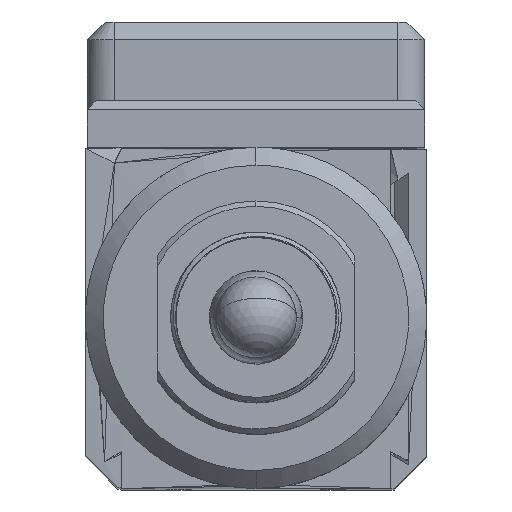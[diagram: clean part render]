
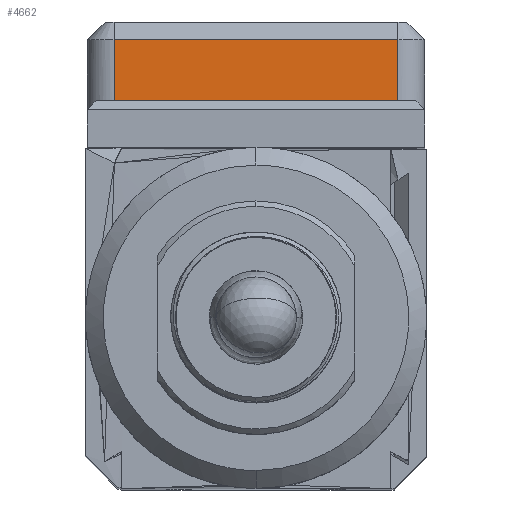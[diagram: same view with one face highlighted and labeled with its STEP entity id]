
A CAD part, top view. The second image highlights one B-rep face of the part: STEP entity #4662.
In plain terms, the highlighted planar face has unit normal (0, 0, 1).
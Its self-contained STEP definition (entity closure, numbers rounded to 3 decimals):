
#220 = CARTESIAN_POINT ( 'NONE',  ( -7.9, 14.367, 35.5 ) ) ;
#387 = DIRECTION ( 'NONE',  ( 0., 0., -1. ) ) ;
#897 = B_SPLINE_CURVE_WITH_KNOTS ( 'NONE', 3,
 ( #15439, #3569, #8806, #14142 ),
 .UNSPECIFIED., .F., .F.,
 ( 4, 4 ),
 ( 0., 1. ),
 .UNSPECIFIED. ) ;
#1105 = CARTESIAN_POINT ( 'NONE',  ( -7.9, 15.5, 35.5 ) ) ;
#1431 = CARTESIAN_POINT ( 'NONE',  ( 7.9, 13.233, 35.5 ) ) ;
#3206 = EDGE_LOOP ( 'NONE', ( #13062, #5675, #9929, #5701 ) ) ;
#3405 = EDGE_CURVE ( 'NONE', #11865, #5616, #15634, .T. ) ;
#3569 = CARTESIAN_POINT ( 'NONE',  ( 2.633, 12.1, 35.5 ) ) ;
#4107 = CARTESIAN_POINT ( 'NONE',  ( -7.9, 13.233, 35.5 ) ) ;
#4554 = CARTESIAN_POINT ( 'NONE',  ( 7.9, 15.5, 35.5 ) ) ;
#4662 = ADVANCED_FACE ( 'NONE', ( #13476 ), #9764, .F. ) ;
#5616 = VERTEX_POINT ( 'NONE', #4554 ) ;
#5675 = ORIENTED_EDGE ( 'NONE', *, *, #5831, .F. ) ;
#5701 = ORIENTED_EDGE ( 'NONE', *, *, #7728, .F. ) ;
#5824 = VERTEX_POINT ( 'NONE', #8137 ) ;
#5831 = EDGE_CURVE ( 'NONE', #5824, #11865, #7635, .T. ) ;
#6348 = CARTESIAN_POINT ( 'NONE',  ( -2.633, 15.5, 35.5 ) ) ;
#7635 = B_SPLINE_CURVE_WITH_KNOTS ( 'NONE', 3,
 ( #10631, #4107, #220, #17016 ),
 .UNSPECIFIED., .F., .F.,
 ( 4, 4 ),
 ( 0., 1. ),
 .UNSPECIFIED. ) ;
#7696 = B_SPLINE_CURVE_WITH_KNOTS ( 'NONE', 3,
 ( #11933, #12101, #1431, #7803 ),
 .UNSPECIFIED., .F., .F.,
 ( 4, 4 ),
 ( 0., 1. ),
 .UNSPECIFIED. ) ;
#7728 = EDGE_CURVE ( 'NONE', #5616, #11047, #7696, .T. ) ;
#7803 = CARTESIAN_POINT ( 'NONE',  ( 7.9, 12.1, 35.5 ) ) ;
#8137 = CARTESIAN_POINT ( 'NONE',  ( -7.9, 12.1, 35.5 ) ) ;
#8409 = EDGE_CURVE ( 'NONE', #11047, #5824, #897, .T. ) ;
#8806 = CARTESIAN_POINT ( 'NONE',  ( -2.633, 12.1, 35.5 ) ) ;
#9764 = PLANE ( 'NONE',  #15465 ) ;
#9772 = CARTESIAN_POINT ( 'NONE',  ( 7.9, 12.1, 35.5 ) ) ;
#9929 = ORIENTED_EDGE ( 'NONE', *, *, #8409, .F. ) ;
#10631 = CARTESIAN_POINT ( 'NONE',  ( -7.9, 12.1, 35.5 ) ) ;
#11047 = VERTEX_POINT ( 'NONE', #9772 ) ;
#11142 = DIRECTION ( 'NONE',  ( -1., 0., 0. ) ) ;
#11865 = VERTEX_POINT ( 'NONE', #12083 ) ;
#11933 = CARTESIAN_POINT ( 'NONE',  ( 7.9, 15.5, 35.5 ) ) ;
#12083 = CARTESIAN_POINT ( 'NONE',  ( -7.9, 15.5, 35.5 ) ) ;
#12101 = CARTESIAN_POINT ( 'NONE',  ( 7.9, 14.367, 35.5 ) ) ;
#12980 = CARTESIAN_POINT ( 'NONE',  ( 2.633, 15.5, 35.5 ) ) ;
#13062 = ORIENTED_EDGE ( 'NONE', *, *, #3405, .F. ) ;
#13476 = FACE_OUTER_BOUND ( 'NONE', #3206, .T. ) ;
#14142 = CARTESIAN_POINT ( 'NONE',  ( -7.9, 12.1, 35.5 ) ) ;
#15111 = CARTESIAN_POINT ( 'NONE',  ( 9.4, 16.5, 35.5 ) ) ;
#15439 = CARTESIAN_POINT ( 'NONE',  ( 7.9, 12.1, 35.5 ) ) ;
#15465 = AXIS2_PLACEMENT_3D ( 'NONE', #15111, #387, #11142 ) ;
#15634 = B_SPLINE_CURVE_WITH_KNOTS ( 'NONE', 3,
 ( #1105, #6348, #12980, #15646 ),
 .UNSPECIFIED., .F., .F.,
 ( 4, 4 ),
 ( 0., 1. ),
 .UNSPECIFIED. ) ;
#15646 = CARTESIAN_POINT ( 'NONE',  ( 7.9, 15.5, 35.5 ) ) ;
#17016 = CARTESIAN_POINT ( 'NONE',  ( -7.9, 15.5, 35.5 ) ) ;
